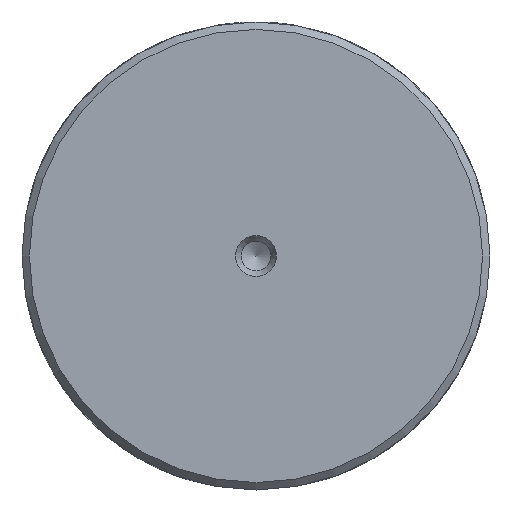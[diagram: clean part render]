
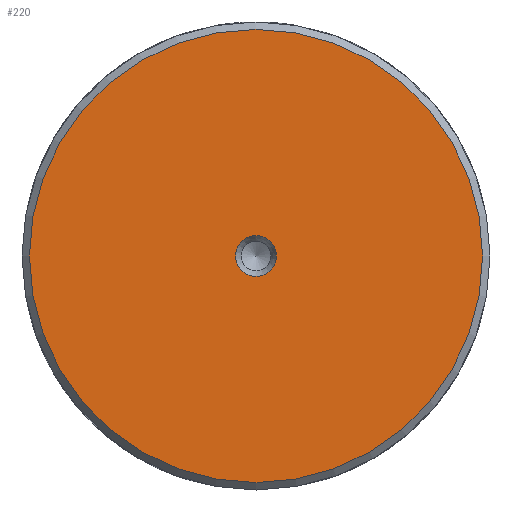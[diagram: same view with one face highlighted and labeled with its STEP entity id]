
A CAD part, left-side view. The second image highlights one B-rep face of the part: STEP entity #220.
In plain terms, the highlighted planar face has unit normal (-1, 0, 0).
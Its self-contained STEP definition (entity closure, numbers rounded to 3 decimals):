
#123=PLANE('',#718);
#178=CIRCLE('',#714,30.5);
#179=CIRCLE('',#717,2.75);
#220=ADVANCED_FACE('',(#267,#268),#123,.F.);
#267=FACE_BOUND('',#334,.T.);
#268=FACE_BOUND('',#335,.T.);
#334=EDGE_LOOP('',(#480));
#335=EDGE_LOOP('',(#481));
#480=ORIENTED_EDGE('',*,*,#620,.T.);
#481=ORIENTED_EDGE('',*,*,#619,.T.);
#544=VERTEX_POINT('',#1853);
#545=VERTEX_POINT('',#1857);
#619=EDGE_CURVE('',#544,#544,#178,.T.);
#620=EDGE_CURVE('',#545,#545,#179,.T.);
#714=AXIS2_PLACEMENT_3D('',#1852,#868,#869);
#717=AXIS2_PLACEMENT_3D('',#1856,#874,#875);
#718=AXIS2_PLACEMENT_3D('',#1858,#876,#877);
#868=DIRECTION('',(-1.,0.,0.));
#869=DIRECTION('',(0.,0.,-1.));
#874=DIRECTION('',(1.,0.,0.));
#875=DIRECTION('',(0.,0.,-1.));
#876=DIRECTION('',(1.,0.,0.));
#877=DIRECTION('',(0.,0.,-1.));
#1852=CARTESIAN_POINT('',(0.,0.,0.));
#1853=CARTESIAN_POINT('',(0.,0.,-30.5));
#1856=CARTESIAN_POINT('',(0.,0.,0.));
#1857=CARTESIAN_POINT('',(0.,0.,-2.75));
#1858=CARTESIAN_POINT('',(0.,0.,0.));
